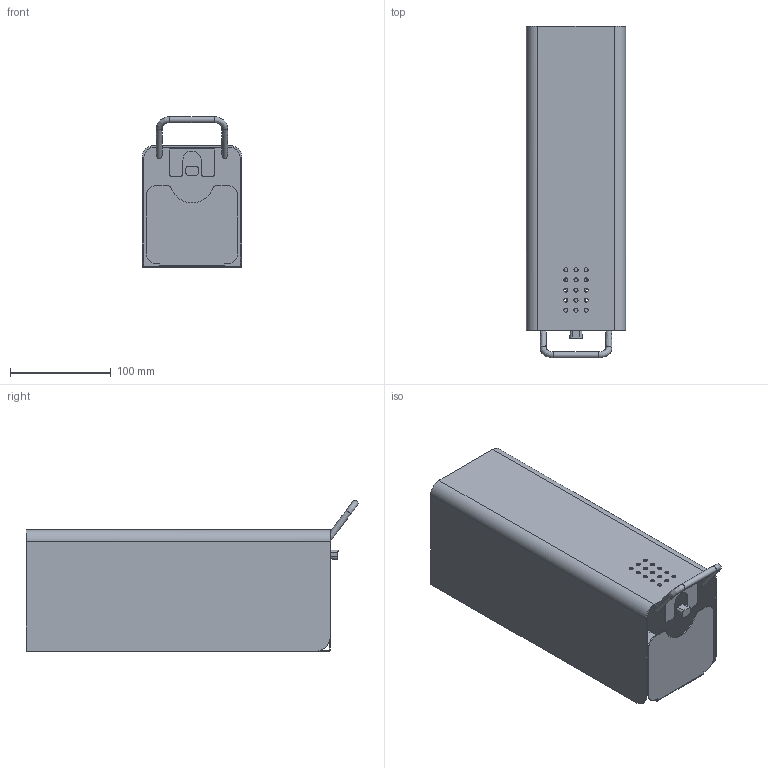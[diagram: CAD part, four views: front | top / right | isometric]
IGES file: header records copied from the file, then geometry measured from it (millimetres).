
Global section: file name: 140_E; native system: Autodesk Inventor 2022; preprocessor: unknown; author: R. Madlener; date: 20230222.120110; units: millimetre
Bounding box: 98.3 x 328.84 x 149.4 mm (x, y, z)
Volume: 200595.5 mm3; surface area: 289450 mm2
Topology: 5 solids, 5 shells, 177 faces, 515 edges, 348 vertices
Faces by surface type: bspline 177
